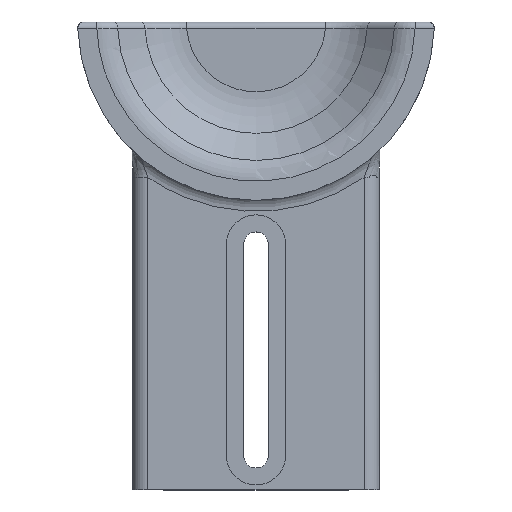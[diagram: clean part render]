
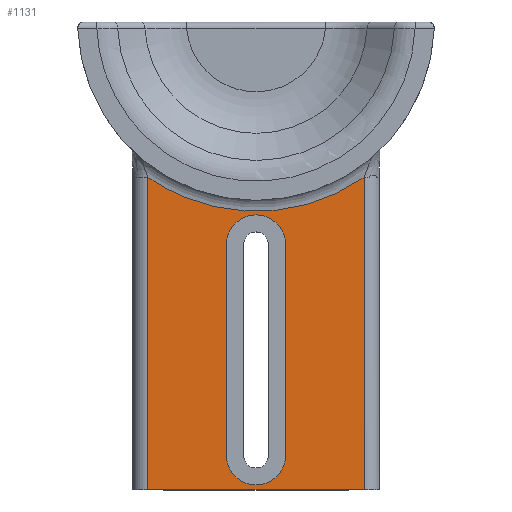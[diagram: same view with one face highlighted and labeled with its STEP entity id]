
A CAD part, top view. The second image highlights one B-rep face of the part: STEP entity #1131.
In plain terms, the highlighted face is planar.
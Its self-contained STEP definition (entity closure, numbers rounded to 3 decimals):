
#77=B_SPLINE_CURVE_WITH_KNOTS('',3,(#20598,#20599,#20600,#20601,#20602,
#20603,#20604,#20605,#20606,#20607,#20608,#20609,#20610,#20611,#20612,#20613,
#20614,#20615,#20616,#20617,#20618,#20619,#20620,#20621,#20622,#20623,#20624,
#20625,#20626,#20627,#20628,#20629,#20630,#20631,#20632,#20633,#20634,#20635,
#20636,#20637,#20638,#20639,#20640,#20641,#20642,#20643,#20644,#20645,#20646,
#20647,#20648,#20649,#20650,#20651,#20652,#20653,#20654,#20655,#20656,#20657,
#20658,#20659,#20660,#20661,#20662,#20663,#20664,#20665,#20666,#20667,#20668,
#20669,#20670),.UNSPECIFIED.,.F.,.F.,(4,3,3,3,3,3,3,3,3,3,3,3,3,3,3,3,3,
3,3,3,3,3,3,3,4),(0.,0.053,0.107,0.16,
0.214,0.267,0.304,0.357,
0.41,0.464,0.517,0.571,
0.607,0.661,0.714,0.768,
0.821,0.874,0.911,0.964,
1.018,1.071,1.125,1.178,1.215),
 .UNSPECIFIED.);
#87=FACE_BOUND('',#261,.T.);
#88=CIRCLE('',#1150,6.);
#90=CIRCLE('',#1154,6.);
#203=FACE_OUTER_BOUND('',#260,.T.);
#260=EDGE_LOOP('',(#1044,#1045,#1046,#1047));
#261=EDGE_LOOP('',(#1048,#1049,#1050,#1051));
#263=LINE('',#1519,#343);
#268=LINE('',#1533,#348);
#283=LINE('',#1584,#363);
#333=LINE('',#20828,#413);
#334=LINE('',#20830,#414);
#343=VECTOR('',#1248,10.);
#348=VECTOR('',#1261,10.);
#363=VECTOR('',#1310,10.);
#413=VECTOR('',#1476,10.);
#414=VECTOR('',#1479,10.);
#423=VERTEX_POINT('',#1517);
#424=VERTEX_POINT('',#1518);
#427=VERTEX_POINT('',#1526);
#429=VERTEX_POINT('',#1532);
#447=VERTEX_POINT('',#1581);
#448=VERTEX_POINT('',#1583);
#470=VERTEX_POINT('',#10404);
#475=VERTEX_POINT('',#19675);
#543=EDGE_CURVE('',#423,#424,#263,.T.);
#547=EDGE_CURVE('',#427,#423,#88,.T.);
#550=EDGE_CURVE('',#429,#427,#268,.T.);
#553=EDGE_CURVE('',#424,#429,#90,.T.);
#575=EDGE_CURVE('',#447,#448,#283,.T.);
#656=EDGE_CURVE('',#475,#470,#77,.T.);
#705=EDGE_CURVE('',#447,#475,#333,.T.);
#706=EDGE_CURVE('',#470,#448,#334,.T.);
#1044=ORIENTED_EDGE('',*,*,#705,.T.);
#1045=ORIENTED_EDGE('',*,*,#656,.T.);
#1046=ORIENTED_EDGE('',*,*,#706,.T.);
#1047=ORIENTED_EDGE('',*,*,#575,.F.);
#1048=ORIENTED_EDGE('',*,*,#543,.T.);
#1049=ORIENTED_EDGE('',*,*,#553,.T.);
#1050=ORIENTED_EDGE('',*,*,#550,.T.);
#1051=ORIENTED_EDGE('',*,*,#547,.T.);
#1076=PLANE('',#1239);
#1131=ADVANCED_FACE('',(#203,#87),#1076,.F.);
#1150=AXIS2_PLACEMENT_3D('',#1527,#1254,#1255);
#1154=AXIS2_PLACEMENT_3D('',#1538,#1266,#1267);
#1239=AXIS2_PLACEMENT_3D('',#20849,#1508,#1509);
#1248=DIRECTION('',(0.,-1.,0.));
#1254=DIRECTION('center_axis',(0.,0.,1.));
#1255=DIRECTION('ref_axis',(-1.,0.,0.));
#1261=DIRECTION('',(0.,1.,0.));
#1266=DIRECTION('center_axis',(0.,0.,1.));
#1267=DIRECTION('ref_axis',(1.,0.,0.));
#1310=DIRECTION('',(1.,0.,0.));
#1476=DIRECTION('',(0.,1.,0.));
#1479=DIRECTION('',(0.,-1.,0.));
#1508=DIRECTION('center_axis',(0.,0.,1.));
#1509=DIRECTION('ref_axis',(1.,0.,0.));
#1517=CARTESIAN_POINT('',(-235.389,-7.15,207.188));
#1518=CARTESIAN_POINT('',(-235.389,-50.15,207.188));
#1519=CARTESIAN_POINT('',(-235.389,-3.57,207.188));
#1526=CARTESIAN_POINT('',(-223.389,-7.15,207.188));
#1527=CARTESIAN_POINT('Origin',(-229.389,-7.15,207.188));
#1532=CARTESIAN_POINT('',(-223.389,-50.15,207.188));
#1533=CARTESIAN_POINT('',(-223.389,-25.07,207.188));
#1538=CARTESIAN_POINT('Origin',(-229.389,-50.15,207.188));
#1581=CARTESIAN_POINT('',(-251.383,-57.15,207.188));
#1583=CARTESIAN_POINT('',(-207.395,-57.15,207.188));
#1584=CARTESIAN_POINT('',(-251.383,-57.15,207.188));
#10404=CARTESIAN_POINT('',(-207.395,6.458,207.188));
#19675=CARTESIAN_POINT('',(-251.383,6.458,207.188));
#20598=CARTESIAN_POINT('Ctrl Pts',(-251.383,6.458,207.188));
#20599=CARTESIAN_POINT('Ctrl Pts',(-250.82,6.067,207.188));
#20600=CARTESIAN_POINT('Ctrl Pts',(-250.246,5.69,207.188));
#20601=CARTESIAN_POINT('Ctrl Pts',(-249.663,5.33,207.188));
#20602=CARTESIAN_POINT('Ctrl Pts',(-249.08,4.969,207.188));
#20603=CARTESIAN_POINT('Ctrl Pts',(-248.487,4.624,207.188));
#20604=CARTESIAN_POINT('Ctrl Pts',(-247.886,4.295,207.188));
#20605=CARTESIAN_POINT('Ctrl Pts',(-247.284,3.966,207.188));
#20606=CARTESIAN_POINT('Ctrl Pts',(-246.674,3.653,207.188));
#20607=CARTESIAN_POINT('Ctrl Pts',(-246.056,3.356,207.188));
#20608=CARTESIAN_POINT('Ctrl Pts',(-245.438,3.059,207.188));
#20609=CARTESIAN_POINT('Ctrl Pts',(-244.812,2.779,207.188));
#20610=CARTESIAN_POINT('Ctrl Pts',(-244.179,2.516,207.188));
#20611=CARTESIAN_POINT('Ctrl Pts',(-243.546,2.253,207.188));
#20612=CARTESIAN_POINT('Ctrl Pts',(-242.905,2.007,207.188));
#20613=CARTESIAN_POINT('Ctrl Pts',(-242.259,1.778,207.188));
#20614=CARTESIAN_POINT('Ctrl Pts',(-241.813,1.62,207.188));
#20615=CARTESIAN_POINT('Ctrl Pts',(-241.365,1.47,207.188));
#20616=CARTESIAN_POINT('Ctrl Pts',(-240.913,1.329,207.188));
#20617=CARTESIAN_POINT('Ctrl Pts',(-240.259,1.124,207.188));
#20618=CARTESIAN_POINT('Ctrl Pts',(-239.599,0.936,
207.188));
#20619=CARTESIAN_POINT('Ctrl Pts',(-238.935,0.766,
207.188));
#20620=CARTESIAN_POINT('Ctrl Pts',(-238.271,0.596,
207.188));
#20621=CARTESIAN_POINT('Ctrl Pts',(-237.602,0.444,
207.188));
#20622=CARTESIAN_POINT('Ctrl Pts',(-236.93,0.31,
207.188));
#20623=CARTESIAN_POINT('Ctrl Pts',(-236.257,0.176,
207.188));
#20624=CARTESIAN_POINT('Ctrl Pts',(-235.581,0.06,
207.188));
#20625=CARTESIAN_POINT('Ctrl Pts',(-234.903,-0.038,
207.188));
#20626=CARTESIAN_POINT('Ctrl Pts',(-234.224,-0.136,
207.188));
#20627=CARTESIAN_POINT('Ctrl Pts',(-233.543,-0.216,
207.188));
#20628=CARTESIAN_POINT('Ctrl Pts',(-232.86,-0.278,
207.188));
#20629=CARTESIAN_POINT('Ctrl Pts',(-232.177,-0.34,
207.188));
#20630=CARTESIAN_POINT('Ctrl Pts',(-231.493,-0.383,
207.188));
#20631=CARTESIAN_POINT('Ctrl Pts',(-230.808,-0.409,
207.188));
#20632=CARTESIAN_POINT('Ctrl Pts',(-230.335,-0.426,
207.188));
#20633=CARTESIAN_POINT('Ctrl Pts',(-229.862,-0.435,
207.188));
#20634=CARTESIAN_POINT('Ctrl Pts',(-229.389,-0.435,
207.188));
#20635=CARTESIAN_POINT('Ctrl Pts',(-228.703,-0.435,
207.188));
#20636=CARTESIAN_POINT('Ctrl Pts',(-228.018,-0.417,
207.188));
#20637=CARTESIAN_POINT('Ctrl Pts',(-227.333,-0.38,
207.188));
#20638=CARTESIAN_POINT('Ctrl Pts',(-226.648,-0.343,
207.188));
#20639=CARTESIAN_POINT('Ctrl Pts',(-225.965,-0.289,
207.188));
#20640=CARTESIAN_POINT('Ctrl Pts',(-225.283,-0.215,
207.188));
#20641=CARTESIAN_POINT('Ctrl Pts',(-224.601,-0.142,
207.188));
#20642=CARTESIAN_POINT('Ctrl Pts',(-223.922,-0.051,
207.188));
#20643=CARTESIAN_POINT('Ctrl Pts',(-223.245,0.058,
207.188));
#20644=CARTESIAN_POINT('Ctrl Pts',(-222.568,0.167,
207.188));
#20645=CARTESIAN_POINT('Ctrl Pts',(-221.894,0.295,
207.188));
#20646=CARTESIAN_POINT('Ctrl Pts',(-221.224,0.44,
207.188));
#20647=CARTESIAN_POINT('Ctrl Pts',(-220.554,0.585,
207.188));
#20648=CARTESIAN_POINT('Ctrl Pts',(-219.888,0.749,
207.188));
#20649=CARTESIAN_POINT('Ctrl Pts',(-219.226,0.929,
207.188));
#20650=CARTESIAN_POINT('Ctrl Pts',(-218.77,1.054,207.188));
#20651=CARTESIAN_POINT('Ctrl Pts',(-218.316,1.187,207.188));
#20652=CARTESIAN_POINT('Ctrl Pts',(-217.865,1.329,207.188));
#20653=CARTESIAN_POINT('Ctrl Pts',(-217.21,1.534,207.188));
#20654=CARTESIAN_POINT('Ctrl Pts',(-216.562,1.756,207.188));
#20655=CARTESIAN_POINT('Ctrl Pts',(-215.919,1.996,207.188));
#20656=CARTESIAN_POINT('Ctrl Pts',(-215.277,2.236,207.188));
#20657=CARTESIAN_POINT('Ctrl Pts',(-214.641,2.492,207.188));
#20658=CARTESIAN_POINT('Ctrl Pts',(-214.012,2.766,207.188));
#20659=CARTESIAN_POINT('Ctrl Pts',(-213.384,3.04,207.188));
#20660=CARTESIAN_POINT('Ctrl Pts',(-212.762,3.33,207.188));
#20661=CARTESIAN_POINT('Ctrl Pts',(-212.149,3.637,207.188));
#20662=CARTESIAN_POINT('Ctrl Pts',(-211.536,3.943,207.188));
#20663=CARTESIAN_POINT('Ctrl Pts',(-210.931,4.267,207.188));
#20664=CARTESIAN_POINT('Ctrl Pts',(-210.335,4.606,207.188));
#20665=CARTESIAN_POINT('Ctrl Pts',(-209.739,4.945,207.188));
#20666=CARTESIAN_POINT('Ctrl Pts',(-209.152,5.3,207.188));
#20667=CARTESIAN_POINT('Ctrl Pts',(-208.575,5.67,207.188));
#20668=CARTESIAN_POINT('Ctrl Pts',(-208.177,5.925,207.188));
#20669=CARTESIAN_POINT('Ctrl Pts',(-207.784,6.188,207.188));
#20670=CARTESIAN_POINT('Ctrl Pts',(-207.395,6.458,207.188));
#20828=CARTESIAN_POINT('',(-251.383,6.766,207.188));
#20830=CARTESIAN_POINT('',(-207.395,-38.1,207.188));
#20849=CARTESIAN_POINT('Origin',(-229.389,0.009,
207.188));
